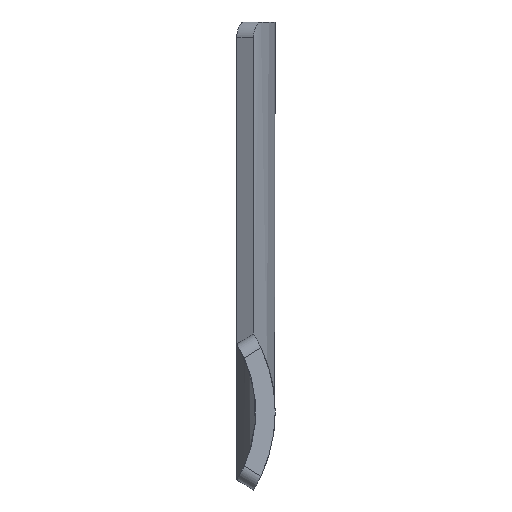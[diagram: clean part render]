
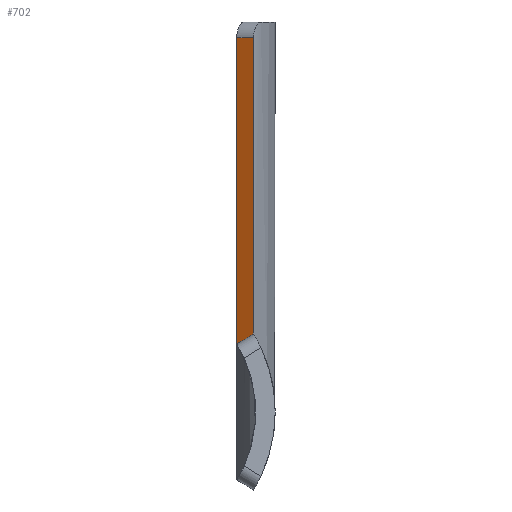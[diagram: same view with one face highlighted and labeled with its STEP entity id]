
A CAD part, front view. The second image highlights one B-rep face of the part: STEP entity #702.
In plain terms, the highlighted planar face has unit normal (-0.517, -0.856, 0).
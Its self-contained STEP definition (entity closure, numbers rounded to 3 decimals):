
#7 = CARTESIAN_POINT ( 'NONE',  ( -2.425, 41.292, -11.1 ) ) ;
#13 = DIRECTION ( 'NONE',  ( 0., 0., 1. ) ) ;
#32 = EDGE_CURVE ( 'NONE', #415, #320, #797, .T. ) ;
#51 = ORIENTED_EDGE ( 'NONE', *, *, #487, .T. ) ;
#53 = VECTOR ( 'NONE', #152, 1000. ) ;
#59 = FACE_OUTER_BOUND ( 'NONE', #888, .T. ) ;
#101 = VERTEX_POINT ( 'NONE', #430 ) ;
#108 = VECTOR ( 'NONE', #866, 1000. ) ;
#140 = VECTOR ( 'NONE', #13, 1000. ) ;
#152 = DIRECTION ( 'NONE',  ( -0.761, 0.459, -0.459 ) ) ;
#168 = CARTESIAN_POINT ( 'NONE',  ( -2.425, 41.292, 48. ) ) ;
#210 = LINE ( 'NONE', #7, #108 ) ;
#216 = CARTESIAN_POINT ( 'NONE',  ( -2.425, 41.292, -11.1 ) ) ;
#250 = CARTESIAN_POINT ( 'NONE',  ( -0.284, 40., -11.1 ) ) ;
#292 = DIRECTION ( 'NONE',  ( 0.856, -0.517, 0. ) ) ;
#314 = VERTEX_POINT ( 'NONE', #447 ) ;
#320 = VERTEX_POINT ( 'NONE', #378 ) ;
#370 = CARTESIAN_POINT ( 'NONE',  ( 11.994, 32.588, 17.412 ) ) ;
#378 = CARTESIAN_POINT ( 'NONE',  ( -2.425, 41.292, 8.708 ) ) ;
#415 = VERTEX_POINT ( 'NONE', #648 ) ;
#430 = CARTESIAN_POINT ( 'NONE',  ( -0.284, 40., 48. ) ) ;
#447 = CARTESIAN_POINT ( 'NONE',  ( -2.425, 41.292, 48. ) ) ;
#451 = DIRECTION ( 'NONE',  ( -0.856, 0.517, 0. ) ) ;
#487 = EDGE_CURVE ( 'NONE', #101, #314, #805, .T. ) ;
#501 = DIRECTION ( 'NONE',  ( -0.517, -0.856, 0. ) ) ;
#614 = LINE ( 'NONE', #250, #140 ) ;
#621 = AXIS2_PLACEMENT_3D ( 'NONE', #216, #501, #292 ) ;
#647 = EDGE_CURVE ( 'NONE', #320, #314, #210, .T. ) ;
#648 = CARTESIAN_POINT ( 'NONE',  ( -0.284, 40., 10. ) ) ;
#702 = ADVANCED_FACE ( 'NONE', ( #59 ), #860, .T. ) ;
#745 = EDGE_CURVE ( 'NONE', #415, #101, #614, .T. ) ;
#797 = LINE ( 'NONE', #370, #53 ) ;
#805 = LINE ( 'NONE', #168, #877 ) ;
#825 = ORIENTED_EDGE ( 'NONE', *, *, #745, .T. ) ;
#845 = ORIENTED_EDGE ( 'NONE', *, *, #32, .F. ) ;
#860 = PLANE ( 'NONE',  #621 ) ;
#866 = DIRECTION ( 'NONE',  ( 0., 0., 1. ) ) ;
#877 = VECTOR ( 'NONE', #451, 1000. ) ;
#880 = ORIENTED_EDGE ( 'NONE', *, *, #647, .F. ) ;
#888 = EDGE_LOOP ( 'NONE', ( #825, #51, #880, #845 ) ) ;
